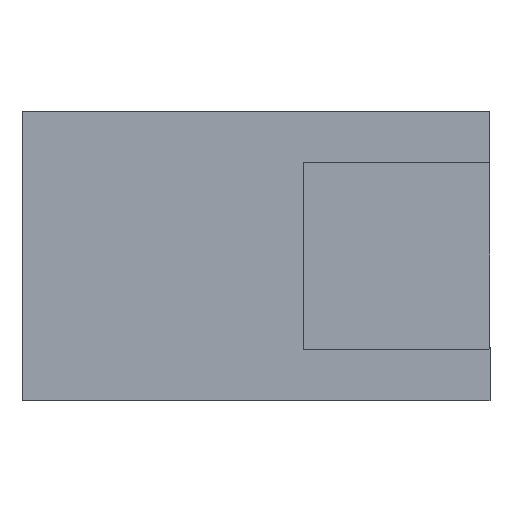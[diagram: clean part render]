
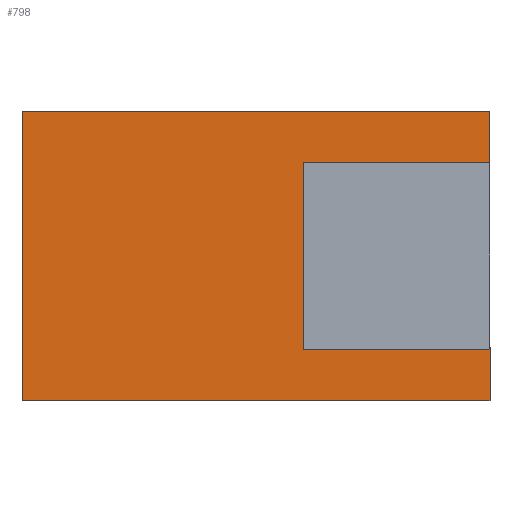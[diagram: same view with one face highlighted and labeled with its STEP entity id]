
A CAD part, front view. The second image highlights one B-rep face of the part: STEP entity #798.
In plain terms, the highlighted planar face has unit normal (0, -1, 0).
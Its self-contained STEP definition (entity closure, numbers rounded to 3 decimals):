
#38=FACE_OUTER_BOUND('',#80,.T.);
#80=EDGE_LOOP('',(#625,#626,#627,#628,#629,#630,#631,#632));
#139=LINE('',#1146,#249);
#166=LINE('',#1201,#276);
#174=LINE('',#1215,#284);
#175=LINE('',#1219,#285);
#187=LINE('',#1247,#297);
#188=LINE('',#1248,#298);
#189=LINE('',#1250,#299);
#190=LINE('',#1251,#300);
#249=VECTOR('',#919,10.);
#276=VECTOR('',#950,10.);
#284=VECTOR('',#970,10.);
#285=VECTOR('',#973,10.);
#297=VECTOR('',#995,10.);
#298=VECTOR('',#996,10.);
#299=VECTOR('',#997,10.);
#300=VECTOR('',#998,10.);
#333=VERTEX_POINT('',#1094);
#358=VERTEX_POINT('',#1144);
#383=VERTEX_POINT('',#1198);
#384=VERTEX_POINT('',#1200);
#385=VERTEX_POINT('',#1217);
#386=VERTEX_POINT('',#1218);
#397=VERTEX_POINT('',#1246);
#398=VERTEX_POINT('',#1249);
#435=EDGE_CURVE('',#333,#358,#139,.T.);
#462=EDGE_CURVE('',#384,#383,#166,.T.);
#470=EDGE_CURVE('',#384,#358,#174,.T.);
#471=EDGE_CURVE('',#385,#386,#175,.T.);
#485=EDGE_CURVE('',#383,#397,#187,.T.);
#486=EDGE_CURVE('',#386,#397,#188,.T.);
#487=EDGE_CURVE('',#398,#385,#189,.T.);
#488=EDGE_CURVE('',#398,#333,#190,.T.);
#625=ORIENTED_EDGE('',*,*,#462,.T.);
#626=ORIENTED_EDGE('',*,*,#485,.T.);
#627=ORIENTED_EDGE('',*,*,#486,.F.);
#628=ORIENTED_EDGE('',*,*,#471,.F.);
#629=ORIENTED_EDGE('',*,*,#487,.F.);
#630=ORIENTED_EDGE('',*,*,#488,.T.);
#631=ORIENTED_EDGE('',*,*,#435,.T.);
#632=ORIENTED_EDGE('',*,*,#470,.F.);
#760=PLANE('',#854);
#798=ADVANCED_FACE('',(#38),#760,.T.);
#854=AXIS2_PLACEMENT_3D('',#1245,#993,#994);
#919=DIRECTION('',(-1.,0.,0.));
#950=DIRECTION('',(1.,0.,0.));
#970=DIRECTION('',(0.,0.,1.));
#973=DIRECTION('',(0.,0.,-1.));
#993=DIRECTION('center_axis',(0.,-1.,0.));
#994=DIRECTION('ref_axis',(0.,0.,-1.));
#995=DIRECTION('',(0.,0.,1.));
#996=DIRECTION('',(1.,0.,0.));
#997=DIRECTION('',(-1.,0.,0.));
#998=DIRECTION('',(0.,0.,1.));
#1094=CARTESIAN_POINT('',(71.2,-58.,12.));
#1144=CARTESIAN_POINT('',(48.6,-58.,12.));
#1146=CARTESIAN_POINT('',(68.2,-58.,12.));
#1198=CARTESIAN_POINT('',(71.2,-58.,-2.));
#1200=CARTESIAN_POINT('',(48.6,-58.,-2.));
#1201=CARTESIAN_POINT('',(62.2,-58.,-2.));
#1215=CARTESIAN_POINT('',(48.6,-58.,-2.));
#1217=CARTESIAN_POINT('',(62.2,-58.,9.5));
#1218=CARTESIAN_POINT('',(62.2,-58.,0.5));
#1219=CARTESIAN_POINT('',(62.2,-58.,0.));
#1245=CARTESIAN_POINT('Origin',(62.2,-58.,2.));
#1246=CARTESIAN_POINT('',(71.2,-58.,0.5));
#1247=CARTESIAN_POINT('',(71.2,-58.,4.5));
#1248=CARTESIAN_POINT('',(62.2,-58.,0.5));
#1249=CARTESIAN_POINT('',(71.2,-58.,9.5));
#1250=CARTESIAN_POINT('',(65.2,-58.,9.5));
#1251=CARTESIAN_POINT('',(71.2,-58.,4.5));
